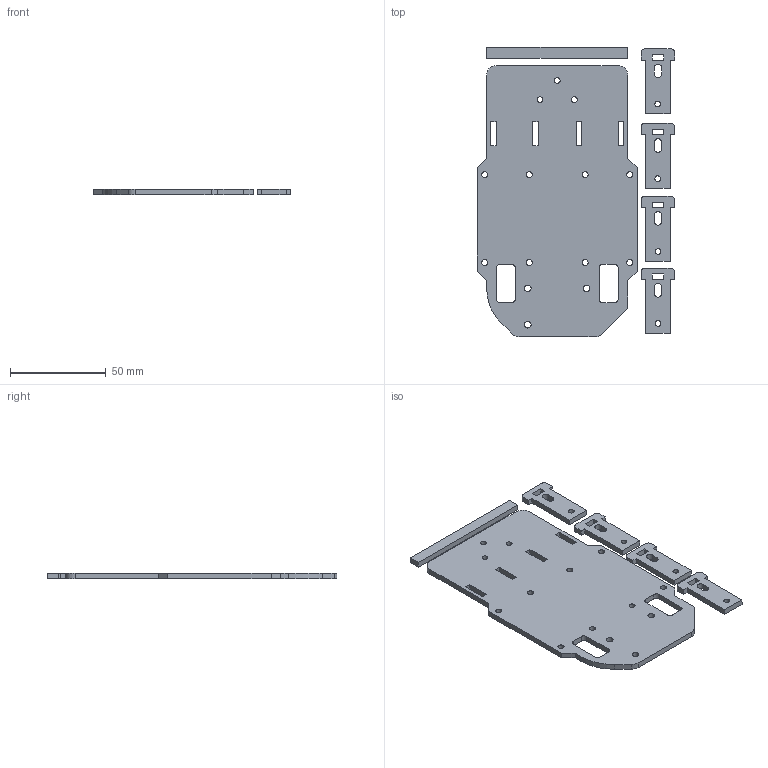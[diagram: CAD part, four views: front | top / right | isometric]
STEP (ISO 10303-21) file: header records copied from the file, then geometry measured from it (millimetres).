
FILE_DESCRIPTION(/* description */ (''),/* implementation_level */ '2;1');
FILE_NAME(/* name */ 'drone_2_ruote_motrici_pinza_2D.stp',/* time_stamp */ '2023-08-12T15:41:28+02:00',/* author */ ('admin'),/* organization */ (''),/* preprocessor_version */ 'ST-DEVELOPER v18.1',/* originating_system */ 'Autodesk Inventor 2022',/* authorisation */ '');
FILE_SCHEMA (('AUTOMOTIVE_DESIGN { 1 0 10303 214 3 1 1 }'));
Length unit declared in the file: millimetre
Products named in the file (7): drone_2_ruote_motrici_pinza_2D; base_drone; Pieza para sostener el motor v31; Pieza para sostener el motor v31_MIR; Pieza para sostener el motor v31_MIR2; Pieza para sostener el motor v31_MIR_MIR; fermo_ruote
Assembly tree (6 placements, depth 2):
  drone_2_ruote_motrici_pinza_2D
    base_drone
    Pieza para sostener el motor v31
    Pieza para sostener el motor v31_MIR
    Pieza para sostener el motor v31_MIR2
    Pieza para sostener el motor v31_MIR_MIR
    fermo_ruote
Bounding box: 103.5 x 151.81 x 3 mm (x, y, z)
Volume: 36768.2 mm3; surface area: 29151.7 mm2
Topology: 6 solids, 6 shells, 157 faces, 435 edges, 290 vertices
Faces by surface type: plane 110, cylinder 47
Full cylindrical faces by diameter (mm): 3 x7, 3.175 x8, 3.5 x3
Entity records: 5473 total; most frequent: CARTESIAN_POINT 897, DIRECTION 871, ORIENTED_EDGE 870, EDGE_CURVE 435, LINE 341, VECTOR 341, VERTEX_POINT 290, AXIS2_PLACEMENT_3D 265
